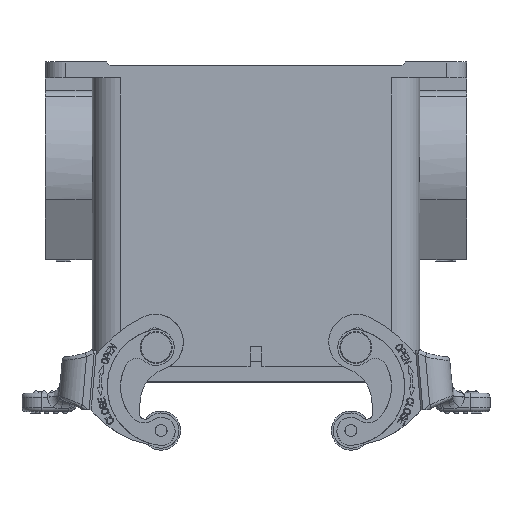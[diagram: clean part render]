
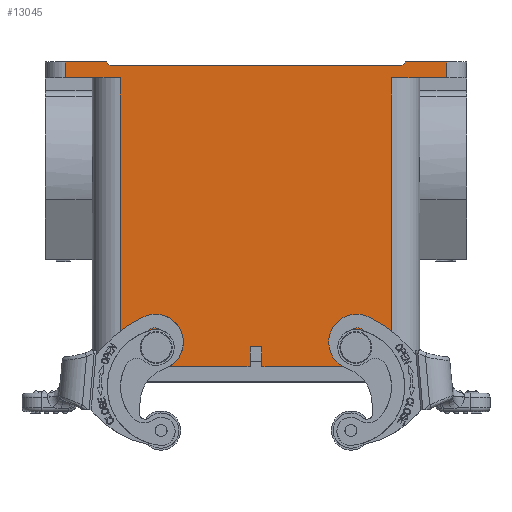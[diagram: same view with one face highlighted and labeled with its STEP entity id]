
A CAD part, front view. The second image highlights one B-rep face of the part: STEP entity #13045.
In plain terms, the highlighted planar face has unit normal (0, -1, 0).
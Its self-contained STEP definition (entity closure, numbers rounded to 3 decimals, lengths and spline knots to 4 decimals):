
#13045=ADVANCED_FACE('',(#18586,#18587,#18588),#14044,.F.);
#14044=PLANE('',#38656);
#15552=LINE('',#58651,#17583);
#15561=LINE('',#58678,#17592);
#15564=LINE('',#58694,#17595);
#15590=LINE('',#58773,#17621);
#15592=LINE('',#58777,#17623);
#15594=LINE('',#58781,#17625);
#15596=LINE('',#58785,#17627);
#15597=LINE('',#58790,#17628);
#15599=LINE('',#58798,#17630);
#15606=LINE('',#58812,#17637);
#15610=LINE('',#58821,#17641);
#15612=LINE('',#58828,#17643);
#15618=LINE('',#58848,#17649);
#15624=LINE('',#58858,#17655);
#15625=LINE('',#58860,#17656);
#15626=LINE('',#58862,#17657);
#17583=VECTOR('',#43844,1.);
#17592=VECTOR('',#43869,1.);
#17595=VECTOR('',#43878,1.);
#17621=VECTOR('',#43946,1.);
#17623=VECTOR('',#43950,1.);
#17625=VECTOR('',#43954,1.);
#17627=VECTOR('',#43958,1.);
#17628=VECTOR('',#43963,1.);
#17630=VECTOR('',#43971,1.);
#17637=VECTOR('',#43982,1.);
#17641=VECTOR('',#43988,1.);
#17643=VECTOR('',#43994,1.);
#17649=VECTOR('',#44010,1.);
#17655=VECTOR('',#44020,1.);
#17656=VECTOR('',#44023,1.);
#17657=VECTOR('',#44024,1.);
#18586=FACE_BOUND('',#19872,.T.);
#18587=FACE_BOUND('',#19873,.T.);
#18588=FACE_BOUND('',#19874,.T.);
#19872=EDGE_LOOP('',(#26018,#26019));
#19873=EDGE_LOOP('',(#26020,#26021));
#19874=EDGE_LOOP('',(#26022,#26023,#26024,#26025,#26026,#26027,#26028,#26029,
#26030,#26031,#26032,#26033,#26034,#26035,#26036,#26037));
#26018=ORIENTED_EDGE('',*,*,#34581,.T.);
#26019=ORIENTED_EDGE('',*,*,#34580,.T.);
#26020=ORIENTED_EDGE('',*,*,#34475,.T.);
#26021=ORIENTED_EDGE('',*,*,#34474,.T.);
#26022=ORIENTED_EDGE('',*,*,#34669,.F.);
#26023=ORIENTED_EDGE('',*,*,#34663,.F.);
#26024=ORIENTED_EDGE('',*,*,#34650,.F.);
#26025=ORIENTED_EDGE('',*,*,#34707,.F.);
#26026=ORIENTED_EDGE('',*,*,#34709,.F.);
#26027=ORIENTED_EDGE('',*,*,#34711,.T.);
#26028=ORIENTED_EDGE('',*,*,#34713,.F.);
#26029=ORIENTED_EDGE('',*,*,#34715,.T.);
#26030=ORIENTED_EDGE('',*,*,#34719,.T.);
#26031=ORIENTED_EDGE('',*,*,#34751,.T.);
#26032=ORIENTED_EDGE('',*,*,#34752,.T.);
#26033=ORIENTED_EDGE('',*,*,#34730,.T.);
#26034=ORIENTED_EDGE('',*,*,#34744,.T.);
#26035=ORIENTED_EDGE('',*,*,#34726,.T.);
#26036=ORIENTED_EDGE('',*,*,#34750,.T.);
#26037=ORIENTED_EDGE('',*,*,#34734,.T.);
#30807=VERTEX_POINT('',#58287);
#30808=VERTEX_POINT('',#58289);
#30878=VERTEX_POINT('',#58502);
#30879=VERTEX_POINT('',#58504);
#30926=VERTEX_POINT('',#58650);
#30927=VERTEX_POINT('',#58652);
#30937=VERTEX_POINT('',#58679);
#30938=VERTEX_POINT('',#58684);
#30966=VERTEX_POINT('',#58772);
#30967=VERTEX_POINT('',#58776);
#30968=VERTEX_POINT('',#58780);
#30969=VERTEX_POINT('',#58784);
#30970=VERTEX_POINT('',#58788);
#30974=VERTEX_POINT('',#58797);
#30979=VERTEX_POINT('',#58811);
#30980=VERTEX_POINT('',#58813);
#30983=VERTEX_POINT('',#58820);
#30984=VERTEX_POINT('',#58822);
#30987=VERTEX_POINT('',#58829);
#30998=VERTEX_POINT('',#58861);
#34474=EDGE_CURVE('',#30807,#30808,#36601,.T.);
#34475=EDGE_CURVE('',#30808,#30807,#36602,.T.);
#34580=EDGE_CURVE('',#30878,#30879,#36668,.T.);
#34581=EDGE_CURVE('',#30879,#30878,#36669,.T.);
#34650=EDGE_CURVE('',#30926,#30927,#15552,.T.);
#34663=EDGE_CURVE('',#30927,#30937,#15561,.T.);
#34669=EDGE_CURVE('',#30937,#30938,#15564,.T.);
#34707=EDGE_CURVE('',#30966,#30926,#15590,.T.);
#34709=EDGE_CURVE('',#30967,#30966,#15592,.T.);
#34711=EDGE_CURVE('',#30967,#30968,#15594,.T.);
#34713=EDGE_CURVE('',#30969,#30968,#15596,.T.);
#34715=EDGE_CURVE('',#30969,#30970,#15597,.T.);
#34719=EDGE_CURVE('',#30970,#30974,#15599,.T.);
#34726=EDGE_CURVE('',#30980,#30979,#15606,.T.);
#34730=EDGE_CURVE('',#30984,#30983,#15610,.T.);
#34734=EDGE_CURVE('',#30987,#30938,#15612,.T.);
#34744=EDGE_CURVE('',#30983,#30980,#15618,.T.);
#34750=EDGE_CURVE('',#30979,#30987,#15624,.T.);
#34751=EDGE_CURVE('',#30974,#30998,#15625,.T.);
#34752=EDGE_CURVE('',#30998,#30984,#15626,.T.);
#36601=CIRCLE('',#38427,0.0906);
#36602=CIRCLE('',#38429,0.0906);
#36668=CIRCLE('',#38532,0.0906);
#36669=CIRCLE('',#38534,0.0906);
#38427=AXIS2_PLACEMENT_3D('',#58290,#43425,#43426);
#38429=AXIS2_PLACEMENT_3D('',#58292,#43429,#43430);
#38532=AXIS2_PLACEMENT_3D('',#58505,#43674,#43675);
#38534=AXIS2_PLACEMENT_3D('',#58507,#43678,#43679);
#38656=AXIS2_PLACEMENT_3D('',#58863,#44025,#44026);
#43425=DIRECTION('',(0.,1.,0.));
#43426=DIRECTION('',(0.,0.,1.));
#43429=DIRECTION('',(0.,1.,0.));
#43430=DIRECTION('',(0.,0.,1.));
#43674=DIRECTION('',(0.,1.,0.));
#43675=DIRECTION('',(0.,0.,1.));
#43678=DIRECTION('',(0.,1.,0.));
#43679=DIRECTION('',(0.,0.,1.));
#43844=DIRECTION('',(0.,0.,-1.));
#43869=DIRECTION('',(-1.,0.,0.));
#43878=DIRECTION('',(0.,0.,-1.));
#43946=DIRECTION('',(1.,0.,0.));
#43950=DIRECTION('',(0.707,0.,0.707));
#43954=DIRECTION('',(-1.,0.,0.));
#43958=DIRECTION('',(0.707,0.,-0.707));
#43963=DIRECTION('',(-1.,0.,0.));
#43971=DIRECTION('',(0.,0.,-1.));
#43982=DIRECTION('',(1.,0.,0.));
#43988=DIRECTION('',(1.,0.,0.));
#43994=DIRECTION('',(1.,0.,0.));
#44010=DIRECTION('',(0.,0.,1.));
#44020=DIRECTION('',(0.,0.,-1.));
#44023=DIRECTION('',(1.,0.,0.));
#44024=DIRECTION('',(0.,0.,-1.));
#44025=DIRECTION('',(0.,1.,0.));
#44026=DIRECTION('',(0.,0.,1.));
#58287=CARTESIAN_POINT('',(2.9807,-0.0098,-2.8229));
#58289=CARTESIAN_POINT('',(3.1611,-0.0098,-2.8071));
#58290=CARTESIAN_POINT('',(3.0709,-0.0098,-2.815));
#58292=CARTESIAN_POINT('',(3.0709,-0.0098,-2.815));
#58502=CARTESIAN_POINT('',(1.0122,-0.0098,-2.8071));
#58504=CARTESIAN_POINT('',(1.1926,-0.0098,-2.8229));
#58505=CARTESIAN_POINT('',(1.1024,-0.0098,-2.815));
#58507=CARTESIAN_POINT('',(1.1024,-0.0098,-2.815));
#58650=CARTESIAN_POINT('',(3.9665,-0.0098,0.));
#58651=CARTESIAN_POINT('',(3.9665,-0.0098,0.));
#58652=CARTESIAN_POINT('',(3.9665,-0.0098,-0.1575));
#58678=CARTESIAN_POINT('',(3.7992,-0.0098,-0.1575));
#58679=CARTESIAN_POINT('',(3.4252,-0.0098,-0.1575));
#58684=CARTESIAN_POINT('',(3.4252,-0.0098,-3.0048));
#58694=CARTESIAN_POINT('',(3.4252,-0.0098,-0.1575));
#58772=CARTESIAN_POINT('',(3.563,-0.0098,0.));
#58773=CARTESIAN_POINT('',(2.0866,-0.0098,0.));
#58776=CARTESIAN_POINT('',(3.5236,-0.0098,-0.0394));
#58777=CARTESIAN_POINT('',(2.0736,-0.0098,-1.4894));
#58780=CARTESIAN_POINT('',(0.6496,-0.0098,-0.0394));
#58781=CARTESIAN_POINT('',(2.0866,-0.0098,-0.0394));
#58784=CARTESIAN_POINT('',(0.6102,-0.0098,0.));
#58785=CARTESIAN_POINT('',(2.0996,-0.0098,-1.4894));
#58788=CARTESIAN_POINT('',(0.2067,-0.0098,0.));
#58790=CARTESIAN_POINT('',(0.3051,-0.0098,0.));
#58797=CARTESIAN_POINT('',(0.2067,-0.0098,-0.1575));
#58798=CARTESIAN_POINT('',(0.2067,-0.0098,0.));
#58811=CARTESIAN_POINT('',(2.1457,-0.0098,-2.808));
#58812=CARTESIAN_POINT('',(2.0866,-0.0098,-2.808));
#58813=CARTESIAN_POINT('',(2.0276,-0.0098,-2.808));
#58820=CARTESIAN_POINT('',(2.0276,-0.0098,-3.0048));
#58821=CARTESIAN_POINT('',(2.0866,-0.0098,-3.0048));
#58822=CARTESIAN_POINT('',(0.748,-0.0098,-3.0048));
#58828=CARTESIAN_POINT('',(2.8345,-0.0098,-3.0048));
#58829=CARTESIAN_POINT('',(2.1457,-0.0098,-3.0048));
#58848=CARTESIAN_POINT('',(2.0276,-0.0098,-2.9064));
#58858=CARTESIAN_POINT('',(2.1457,-0.0098,-1.5024));
#58860=CARTESIAN_POINT('',(2.0866,-0.0098,-0.1575));
#58861=CARTESIAN_POINT('',(0.748,-0.0098,-0.1575));
#58862=CARTESIAN_POINT('',(0.748,-0.0098,-1.5024));
#58863=CARTESIAN_POINT('',(2.0866,-0.0098,-1.5024));
